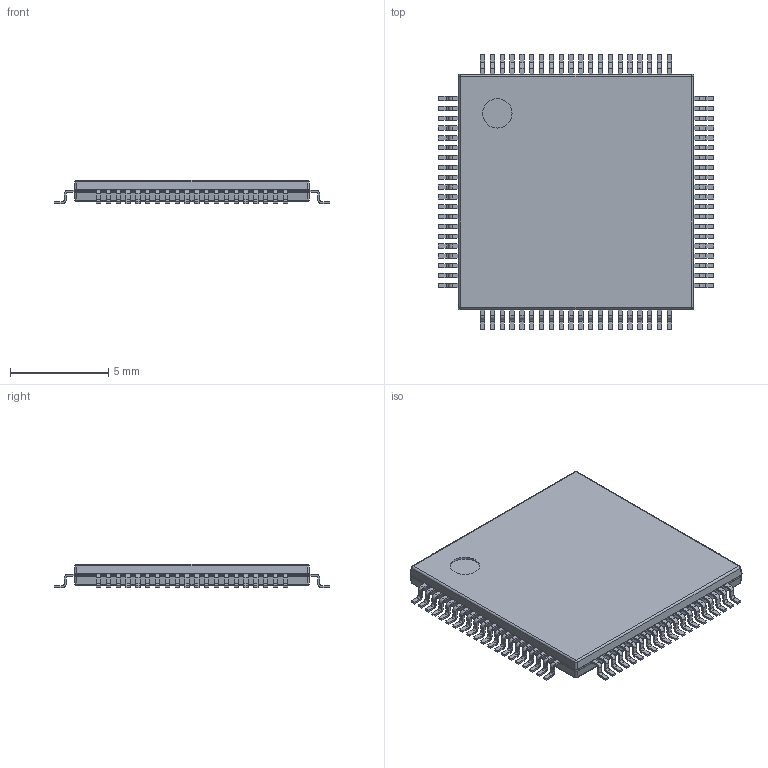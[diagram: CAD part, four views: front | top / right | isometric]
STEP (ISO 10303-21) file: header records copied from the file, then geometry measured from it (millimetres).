
FILE_DESCRIPTION(('Open CASCADE Model'),'2;1');
FILE_NAME('Open CASCADE Shape Model','2022-11-14T00:12:13',('Author'),( 'Open CASCADE'),'Open CASCADE STEP processor 7.5','Open CASCADE 7.5' ,'Unknown');
FILE_SCHEMA(('AUTOMOTIVE_DESIGN { 1 0 10303 214 1 1 1 1 }'));
Length unit declared in the file: millimetre
Products named in the file (6): TSQFP50P1400X1400X120-80N.step; Open CASCADE STEP translator 7.5 137.1; Body; Open CASCADE STEP translator 7.5 137.2.1; Leader
Assembly tree (83 placements, depth 3):
  TSQFP50P1400X1400X120-80N.step
    Open CASCADE STEP translator 7.5 137.1
    Body
      Open CASCADE STEP translator 7.5 137.2.1
    Leader  x40
    Leader  x40
Bounding box: 14 x 14 x 1.2 mm (x, y, z)
Volume: 159.4 mm3; surface area: 413.5 mm2
Topology: 81 solids, 82 shells, 1821 faces, 3644 edges, 1979 vertices
Faces by surface type: plane 1456, cylinder 349, bspline 8, sphere 8
Full cylindrical faces by diameter (mm): 1.5 x1
Entity records: 7213 total; most frequent: CARTESIAN_POINT 2543, DIRECTION 860, ORIENTED_EDGE 407, PCURVE 407, DEFINITIONAL_REPRESENTATION 407, LINE 401, VECTOR 401, AXIS2_PLACEMENT_3D 224
